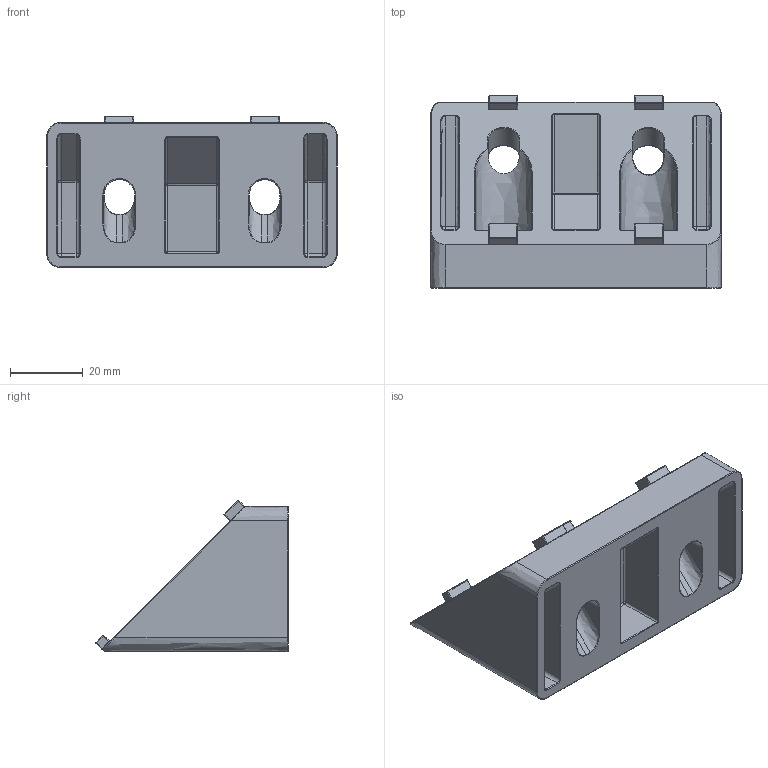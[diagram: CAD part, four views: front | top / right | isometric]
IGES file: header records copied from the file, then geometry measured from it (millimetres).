
Global section: file name: 308045; native system: Autodesk Inventor 2016; preprocessor: unknown; author: Turek; date: 20180623.103923; units: millimetre
Bounding box: 80 x 52.98 x 41.68 mm (x, y, z)
Volume: 64453.7 mm3; surface area: 23662.1 mm2
Topology: 1 solids, 1 shells, 397 faces, 899 edges, 500 vertices
Faces by surface type: bspline 397
